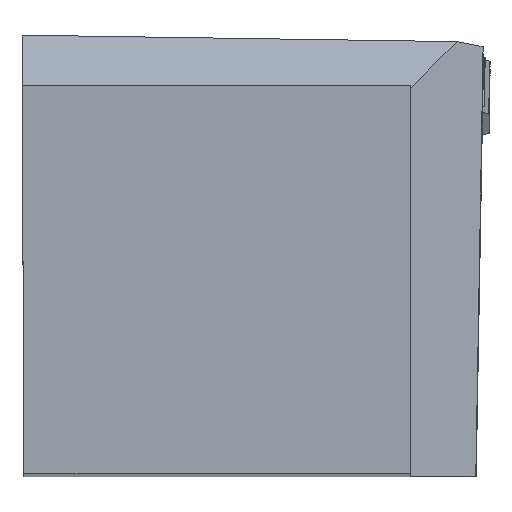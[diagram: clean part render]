
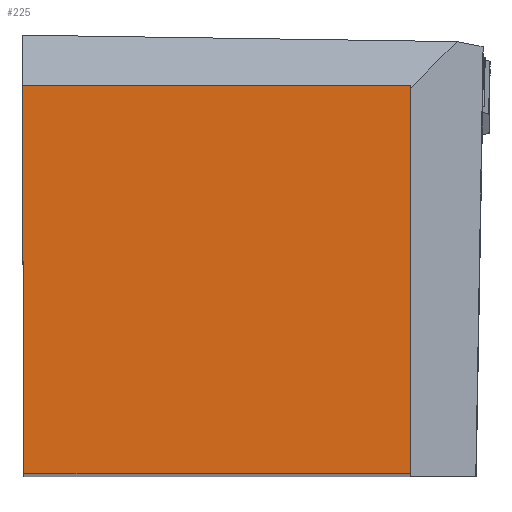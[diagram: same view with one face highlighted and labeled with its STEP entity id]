
A CAD part, top view. The second image highlights one B-rep face of the part: STEP entity #225.
In plain terms, the highlighted planar face has unit normal (0, 0, 1).
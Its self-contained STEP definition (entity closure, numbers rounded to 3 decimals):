
#160=PLANE('',#1489);
#225=ADVANCED_FACE('BLANK_BOXF006',(#303),#160,.F.);
#303=FACE_OUTER_BOUND('',#373,.T.);
#373=EDGE_LOOP('',(#713,#714,#715,#716));
#713=ORIENTED_EDGE('',*,*,#1040,.T.);
#714=ORIENTED_EDGE('',*,*,#1041,.T.);
#715=ORIENTED_EDGE('',*,*,#1042,.T.);
#716=ORIENTED_EDGE('',*,*,#1020,.T.);
#856=VERTEX_POINT('',#2350);
#857=VERTEX_POINT('',#2352);
#871=VERTEX_POINT('',#2391);
#872=VERTEX_POINT('',#2393);
#1020=EDGE_CURVE('',#857,#856,#1157,.T.);
#1040=EDGE_CURVE('',#856,#871,#1177,.T.);
#1041=EDGE_CURVE('',#871,#872,#1178,.T.);
#1042=EDGE_CURVE('',#872,#857,#1179,.T.);
#1157=LINE('',#2351,#1294);
#1177=LINE('',#2390,#1314);
#1178=LINE('',#2392,#1315);
#1179=LINE('',#2394,#1316);
#1294=VECTOR('',#1797,1.);
#1314=VECTOR('',#1827,1.);
#1315=VECTOR('',#1828,1.);
#1316=VECTOR('',#1829,1.);
#1489=AXIS2_PLACEMENT_3D('',#2395,#1830,#1831);
#1797=DIRECTION('',(1.,0.,0.));
#1827=DIRECTION('',(0.,1.,0.));
#1828=DIRECTION('',(-1.,0.,0.));
#1829=DIRECTION('',(0.004,-1.,0.));
#1830=DIRECTION('',(0.,0.,-1.));
#1831=DIRECTION('',(0.,-1.,0.));
#2350=CARTESIAN_POINT('',(31.623,0.,0.));
#2351=CARTESIAN_POINT('',(-152.4,0.,0.));
#2352=CARTESIAN_POINT('',(0.138,0.,0.));
#2390=CARTESIAN_POINT('',(31.623,-152.4,0.));
#2391=CARTESIAN_POINT('',(31.623,31.623,0.));
#2392=CARTESIAN_POINT('',(152.4,31.623,0.));
#2393=CARTESIAN_POINT('',(0.,31.623,0.));
#2394=CARTESIAN_POINT('',(-0.527,152.399,0.));
#2395=CARTESIAN_POINT('',(69.723,-5.,0.));
